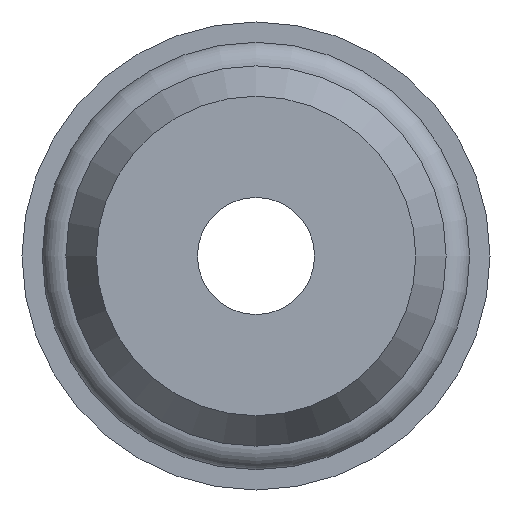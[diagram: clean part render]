
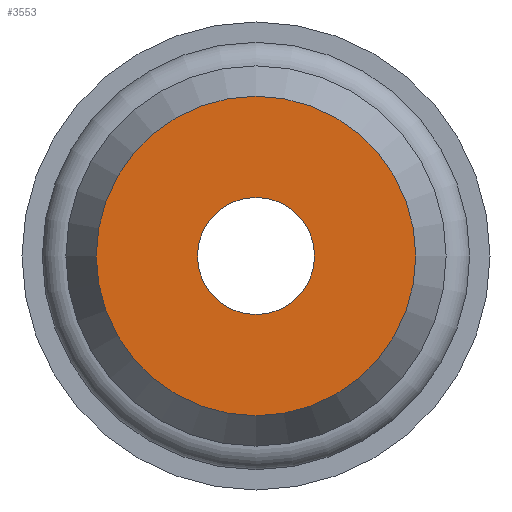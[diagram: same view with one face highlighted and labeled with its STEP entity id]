
A CAD part, front view. The second image highlights one B-rep face of the part: STEP entity #3553.
In plain terms, the highlighted planar face has unit normal (0, -1, 0).
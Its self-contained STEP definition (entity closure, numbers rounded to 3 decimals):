
#67=PLANE('',#3710);
#1077=ORIENTED_EDGE('',*,*,#1691,.F.);
#1078=ORIENTED_EDGE('',*,*,#1692,.T.);
#1691=EDGE_CURVE('',#1985,#1985,#2035,.T.);
#1692=EDGE_CURVE('',#1986,#1986,#2036,.T.);
#1985=VERTEX_POINT('',#6696);
#1986=VERTEX_POINT('',#6698);
#2035=CIRCLE('',#3711,2.);
#2036=CIRCLE('',#3712,5.461);
#2136=EDGE_LOOP('',(#1077));
#2137=EDGE_LOOP('',(#1078));
#2324=FACE_BOUND('',#2136,.T.);
#2325=FACE_BOUND('',#2137,.T.);
#3553=ADVANCED_FACE('',(#2324,#2325),#67,.T.);
#3710=AXIS2_PLACEMENT_3D('',#6694,#4087,#4088);
#3711=AXIS2_PLACEMENT_3D('',#6695,#4089,#4090);
#3712=AXIS2_PLACEMENT_3D('',#6697,#4091,#4092);
#4087=DIRECTION('',(0.,-1.,0.));
#4088=DIRECTION('',(0.,0.,-1.));
#4089=DIRECTION('',(0.,-1.,0.));
#4090=DIRECTION('',(0.,0.,-1.));
#4091=DIRECTION('',(0.,-1.,0.));
#4092=DIRECTION('',(0.,0.,-1.));
#6694=CARTESIAN_POINT('',(0.,0.,0.));
#6695=CARTESIAN_POINT('',(0.,0.,0.));
#6696=CARTESIAN_POINT('',(0.,0.,-2.));
#6697=CARTESIAN_POINT('',(0.,0.,0.));
#6698=CARTESIAN_POINT('',(0.,0.,-5.461));
